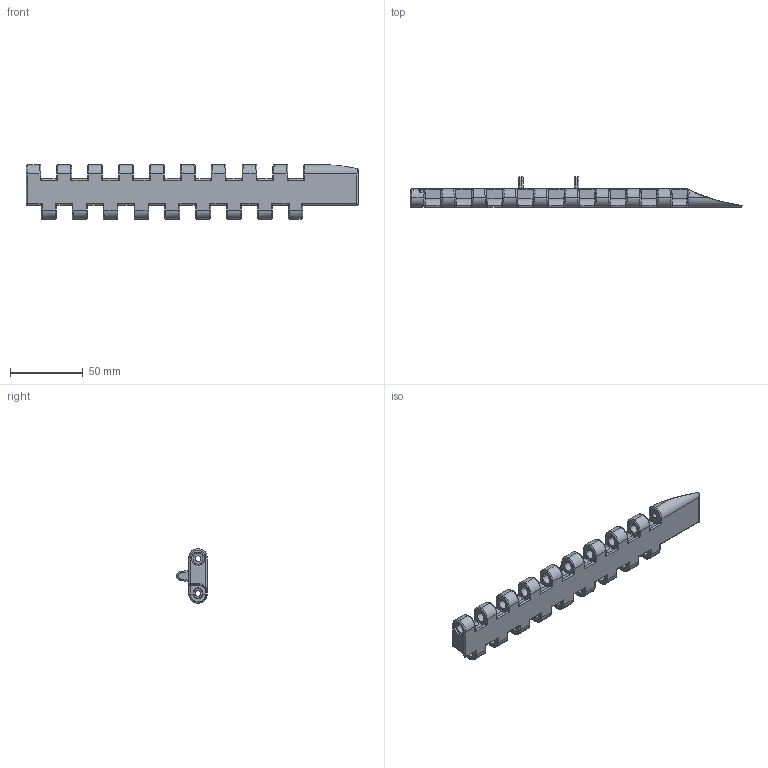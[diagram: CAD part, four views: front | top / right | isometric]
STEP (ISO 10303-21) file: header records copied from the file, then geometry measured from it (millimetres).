
FILE_DESCRIPTION (( 'STEP AP214' ), '1' );
FILE_NAME ('LF9255MC.0224TRP2.STEP', '2021-03-12T08:41:35', ( '' ), ( '' ), 'SwSTEP 2.0', 'SolidWorks 2019', '' );
FILE_SCHEMA (( 'AUTOMOTIVE_DESIGN' ));
Length unit declared in the file: millimetre
Products named in the file (1): LF9255MC.0224TRP2
Bounding box: 228.47 x 21 x 37.5 mm (x, y, z)
Volume: 45163 mm3; surface area: 26899.6 mm2
Topology: 1 solids, 1 shells, 1529 faces, 3833 edges, 2151 vertices
Faces by surface type: bspline 630, cylinder 558, plane 256, torus 77, sphere 5, cone 3
Entity records: 66760 total; most frequent: CARTESIAN_POINT 37383, ORIENTED_EDGE 7400, DIRECTION 4661, EDGE_CURVE 3700, VERTEX_POINT 2151, AXIS2_PLACEMENT_3D 1787, EDGE_LOOP 1545, ADVANCED_FACE 1529
